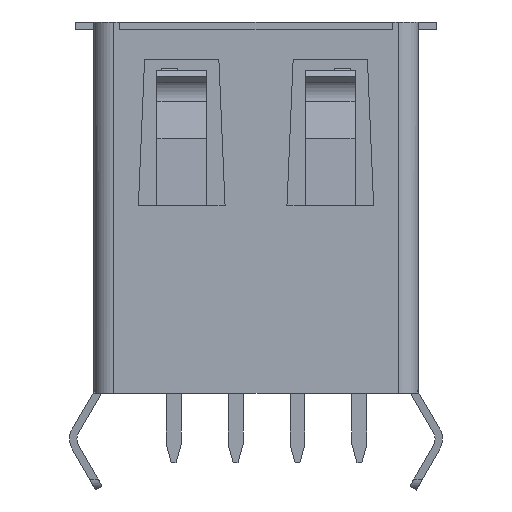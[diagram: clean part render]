
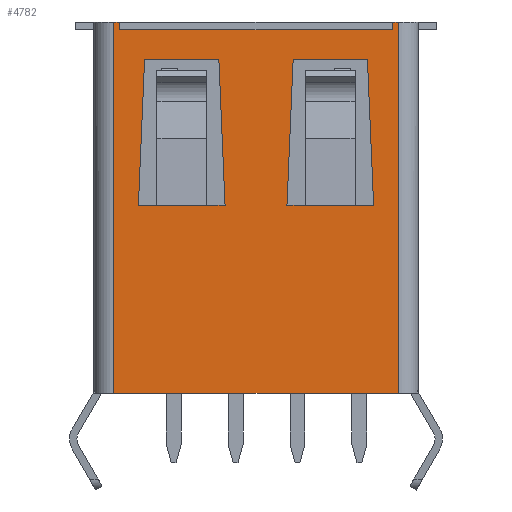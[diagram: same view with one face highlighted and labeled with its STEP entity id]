
A CAD part, front view. The second image highlights one B-rep face of the part: STEP entity #4782.
In plain terms, the highlighted planar face has unit normal (0, -1, 0).
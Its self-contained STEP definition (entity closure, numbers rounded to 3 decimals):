
#13 = EDGE_CURVE ( 'NONE', #8598, #1805, #4965, .T. ) ;
#68 = EDGE_LOOP ( 'NONE', ( #7134, #7639, #2522, #6821 ) ) ;
#153 = VECTOR ( 'NONE', #7625, 1000. ) ;
#197 = DIRECTION ( 'NONE',  ( 0., 0., -1. ) ) ;
#217 = EDGE_LOOP ( 'NONE', ( #4426, #5552, #4262, #2599 ) ) ;
#221 = LINE ( 'NONE', #6268, #8222 ) ;
#288 = VERTEX_POINT ( 'NONE', #5193 ) ;
#320 = LINE ( 'NONE', #6091, #8307 ) ;
#502 = DIRECTION ( 'NONE',  ( 0., 0., 1. ) ) ;
#523 = LINE ( 'NONE', #1421, #153 ) ;
#692 = VERTEX_POINT ( 'NONE', #8717 ) ;
#716 = VERTEX_POINT ( 'NONE', #9329 ) ;
#733 = EDGE_CURVE ( 'NONE', #716, #2026, #221, .T. ) ;
#850 = CARTESIAN_POINT ( 'NONE',  ( -1.25, 0., 0.1 ) ) ;
#930 = ORIENTED_EDGE ( 'NONE', *, *, #5381, .F. ) ;
#1299 = DIRECTION ( 'NONE',  ( 0., 0., 1. ) ) ;
#1410 = ORIENTED_EDGE ( 'NONE', *, *, #8532, .T. ) ;
#1421 = CARTESIAN_POINT ( 'NONE',  ( -5.51, 0., 7.18 ) ) ;
#1474 = CARTESIAN_POINT ( 'NONE',  ( 4.5, 0., 6. ) ) ;
#1780 = CARTESIAN_POINT ( 'NONE',  ( -1.5, 0., 6. ) ) ;
#1805 = VERTEX_POINT ( 'NONE', #8588 ) ;
#1812 = LINE ( 'NONE', #4718, #3887 ) ;
#1826 = EDGE_LOOP ( 'NONE', ( #4892, #930, #2750, #6737, #6410, #3794, #1410, #3774 ) ) ;
#1830 = LINE ( 'NONE', #1474, #9554 ) ;
#1924 = EDGE_CURVE ( 'NONE', #692, #7120, #7463, .T. ) ;
#2026 = VERTEX_POINT ( 'NONE', #6020 ) ;
#2054 = FACE_BOUND ( 'NONE', #217, .T. ) ;
#2192 = CARTESIAN_POINT ( 'NONE',  ( 5.75, 0., 7.5 ) ) ;
#2262 = DIRECTION ( 'NONE',  ( 0.042, 0., -0.999 ) ) ;
#2297 = LINE ( 'NONE', #2846, #5929 ) ;
#2425 = CARTESIAN_POINT ( 'NONE',  ( 5.51, 0., 7.18 ) ) ;
#2522 = ORIENTED_EDGE ( 'NONE', *, *, #7045, .T. ) ;
#2593 = VERTEX_POINT ( 'NONE', #3667 ) ;
#2599 = ORIENTED_EDGE ( 'NONE', *, *, #6382, .T. ) ;
#2612 = VECTOR ( 'NONE', #7588, 1000. ) ;
#2672 = VERTEX_POINT ( 'NONE', #4510 ) ;
#2722 = EDGE_CURVE ( 'NONE', #8098, #716, #1830, .T. ) ;
#2744 = DIRECTION ( 'NONE',  ( 0., 1., 0. ) ) ;
#2750 = ORIENTED_EDGE ( 'NONE', *, *, #6525, .T. ) ;
#2846 = CARTESIAN_POINT ( 'NONE',  ( 1.5, 0., 6. ) ) ;
#2848 = VERTEX_POINT ( 'NONE', #6215 ) ;
#2907 = VECTOR ( 'NONE', #1299, 1000. ) ;
#2959 = AXIS2_PLACEMENT_3D ( 'NONE', #7348, #2744, #8115 ) ;
#2994 = EDGE_CURVE ( 'NONE', #5503, #2848, #4634, .T. ) ;
#3528 = CARTESIAN_POINT ( 'NONE',  ( -4.5, 0., 6. ) ) ;
#3567 = EDGE_CURVE ( 'NONE', #1805, #4000, #1812, .T. ) ;
#3667 = CARTESIAN_POINT ( 'NONE',  ( -5.51, 0., 7.5 ) ) ;
#3774 = ORIENTED_EDGE ( 'NONE', *, *, #5070, .F. ) ;
#3794 = ORIENTED_EDGE ( 'NONE', *, *, #6603, .T. ) ;
#3836 = CARTESIAN_POINT ( 'NONE',  ( -6.55, 0., 7.5 ) ) ;
#3887 = VECTOR ( 'NONE', #7036, 1000. ) ;
#3979 = VECTOR ( 'NONE', #6158, 1000. ) ;
#4000 = VERTEX_POINT ( 'NONE', #9812 ) ;
#4077 = EDGE_CURVE ( 'NONE', #8736, #692, #5862, .T. ) ;
#4262 = ORIENTED_EDGE ( 'NONE', *, *, #8844, .T. ) ;
#4420 = CARTESIAN_POINT ( 'NONE',  ( 5.51, 0., 7.18 ) ) ;
#4426 = ORIENTED_EDGE ( 'NONE', *, *, #2722, .T. ) ;
#4510 = CARTESIAN_POINT ( 'NONE',  ( -5.51, 0., 7.18 ) ) ;
#4563 = VERTEX_POINT ( 'NONE', #7918 ) ;
#4634 = LINE ( 'NONE', #8701, #8469 ) ;
#4718 = CARTESIAN_POINT ( 'NONE',  ( -6.55, 0., 7.5 ) ) ;
#4782 = ADVANCED_FACE ( 'NONE', ( #2054, #6170, #5936 ), #8859, .F. ) ;
#4892 = ORIENTED_EDGE ( 'NONE', *, *, #2994, .T. ) ;
#4965 = LINE ( 'NONE', #4420, #2907 ) ;
#5070 = EDGE_CURVE ( 'NONE', #5503, #2593, #6031, .T. ) ;
#5193 = CARTESIAN_POINT ( 'NONE',  ( 5.75, 0., -7.5 ) ) ;
#5207 = DIRECTION ( 'NONE',  ( -1., 0., 0. ) ) ;
#5265 = CARTESIAN_POINT ( 'NONE',  ( 4.5, 0., 6. ) ) ;
#5381 = EDGE_CURVE ( 'NONE', #288, #2848, #5804, .T. ) ;
#5422 = VECTOR ( 'NONE', #6481, 1000. ) ;
#5503 = VERTEX_POINT ( 'NONE', #6848 ) ;
#5552 = ORIENTED_EDGE ( 'NONE', *, *, #733, .T. ) ;
#5786 = CARTESIAN_POINT ( 'NONE',  ( 4.5, 0., 6. ) ) ;
#5804 = LINE ( 'NONE', #9036, #7597 ) ;
#5862 = LINE ( 'NONE', #3528, #9925 ) ;
#5929 = VECTOR ( 'NONE', #8994, 1000. ) ;
#5936 = FACE_OUTER_BOUND ( 'NONE', #1826, .T. ) ;
#6020 = CARTESIAN_POINT ( 'NONE',  ( 1.25, 0., 0.1 ) ) ;
#6031 = LINE ( 'NONE', #3836, #3979 ) ;
#6091 = CARTESIAN_POINT ( 'NONE',  ( -1.5, 0., 6. ) ) ;
#6158 = DIRECTION ( 'NONE',  ( 1., 0., 0. ) ) ;
#6170 = FACE_BOUND ( 'NONE', #68, .T. ) ;
#6215 = CARTESIAN_POINT ( 'NONE',  ( -5.75, 0., -7.5 ) ) ;
#6268 = CARTESIAN_POINT ( 'NONE',  ( 4.75, 0., 0.1 ) ) ;
#6299 = VECTOR ( 'NONE', #502, 1000. ) ;
#6382 = EDGE_CURVE ( 'NONE', #4563, #8098, #9226, .T. ) ;
#6404 = CARTESIAN_POINT ( 'NONE',  ( -4.5, 0., 6. ) ) ;
#6410 = ORIENTED_EDGE ( 'NONE', *, *, #13, .F. ) ;
#6481 = DIRECTION ( 'NONE',  ( 1., 0., 0. ) ) ;
#6525 = EDGE_CURVE ( 'NONE', #288, #4000, #8505, .T. ) ;
#6555 = LINE ( 'NONE', #6711, #6299 ) ;
#6556 = CARTESIAN_POINT ( 'NONE',  ( -4.75, 0., 0.1 ) ) ;
#6564 = DIRECTION ( 'NONE',  ( 1., 0., 0. ) ) ;
#6603 = EDGE_CURVE ( 'NONE', #8598, #2672, #523, .T. ) ;
#6711 = CARTESIAN_POINT ( 'NONE',  ( -5.51, 0., 7.18 ) ) ;
#6737 = ORIENTED_EDGE ( 'NONE', *, *, #3567, .F. ) ;
#6821 = ORIENTED_EDGE ( 'NONE', *, *, #4077, .T. ) ;
#6848 = CARTESIAN_POINT ( 'NONE',  ( -5.75, 0., 7.5 ) ) ;
#7026 = DIRECTION ( 'NONE',  ( -1., 0., 0. ) ) ;
#7036 = DIRECTION ( 'NONE',  ( 1., 0., 0. ) ) ;
#7045 = EDGE_CURVE ( 'NONE', #8338, #8736, #9407, .T. ) ;
#7046 = DIRECTION ( 'NONE',  ( -1., 0., 0. ) ) ;
#7120 = VERTEX_POINT ( 'NONE', #1780 ) ;
#7134 = ORIENTED_EDGE ( 'NONE', *, *, #1924, .T. ) ;
#7348 = CARTESIAN_POINT ( 'NONE',  ( -6.55, 0., 7.5 ) ) ;
#7391 = VECTOR ( 'NONE', #7026, 1000. ) ;
#7463 = LINE ( 'NONE', #6404, #5422 ) ;
#7588 = DIRECTION ( 'NONE',  ( 0., 0., 1. ) ) ;
#7597 = VECTOR ( 'NONE', #5207, 1000. ) ;
#7625 = DIRECTION ( 'NONE',  ( -1., 0., 0. ) ) ;
#7639 = ORIENTED_EDGE ( 'NONE', *, *, #9477, .T. ) ;
#7794 = CARTESIAN_POINT ( 'NONE',  ( -4.75, 0., 0.1 ) ) ;
#7918 = CARTESIAN_POINT ( 'NONE',  ( 1.5, 0., 6. ) ) ;
#8098 = VERTEX_POINT ( 'NONE', #5265 ) ;
#8115 = DIRECTION ( 'NONE',  ( 0., 0., 1. ) ) ;
#8222 = VECTOR ( 'NONE', #7046, 1000. ) ;
#8307 = VECTOR ( 'NONE', #8402, 1000. ) ;
#8338 = VERTEX_POINT ( 'NONE', #850 ) ;
#8402 = DIRECTION ( 'NONE',  ( 0.042, 0., -0.999 ) ) ;
#8469 = VECTOR ( 'NONE', #197, 1000. ) ;
#8505 = LINE ( 'NONE', #2192, #2612 ) ;
#8532 = EDGE_CURVE ( 'NONE', #2672, #2593, #6555, .T. ) ;
#8588 = CARTESIAN_POINT ( 'NONE',  ( 5.51, 0., 7.5 ) ) ;
#8598 = VERTEX_POINT ( 'NONE', #2425 ) ;
#8701 = CARTESIAN_POINT ( 'NONE',  ( -5.75, 0., 7.5 ) ) ;
#8717 = CARTESIAN_POINT ( 'NONE',  ( -4.5, 0., 6. ) ) ;
#8736 = VERTEX_POINT ( 'NONE', #6556 ) ;
#8844 = EDGE_CURVE ( 'NONE', #2026, #4563, #2297, .T. ) ;
#8859 = PLANE ( 'NONE',  #2959 ) ;
#8907 = DIRECTION ( 'NONE',  ( 0.042, 0., 0.999 ) ) ;
#8994 = DIRECTION ( 'NONE',  ( 0.042, 0., 0.999 ) ) ;
#8998 = VECTOR ( 'NONE', #6564, 1000. ) ;
#9036 = CARTESIAN_POINT ( 'NONE',  ( 5.75, 0., -7.5 ) ) ;
#9226 = LINE ( 'NONE', #5786, #8998 ) ;
#9329 = CARTESIAN_POINT ( 'NONE',  ( 4.75, 0., 0.1 ) ) ;
#9407 = LINE ( 'NONE', #7794, #7391 ) ;
#9477 = EDGE_CURVE ( 'NONE', #7120, #8338, #320, .T. ) ;
#9554 = VECTOR ( 'NONE', #2262, 1000. ) ;
#9812 = CARTESIAN_POINT ( 'NONE',  ( 5.75, 0., 7.5 ) ) ;
#9925 = VECTOR ( 'NONE', #8907, 1000. ) ;
